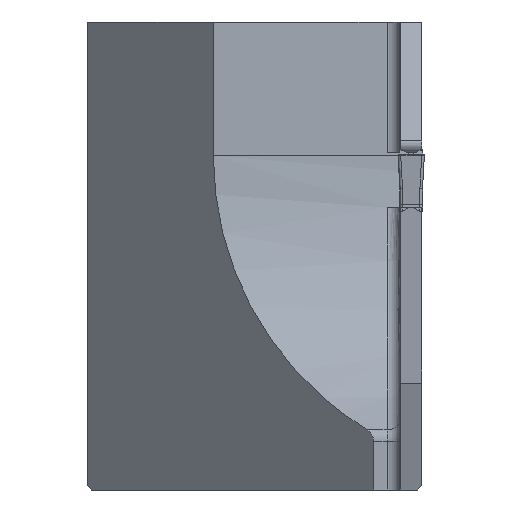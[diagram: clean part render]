
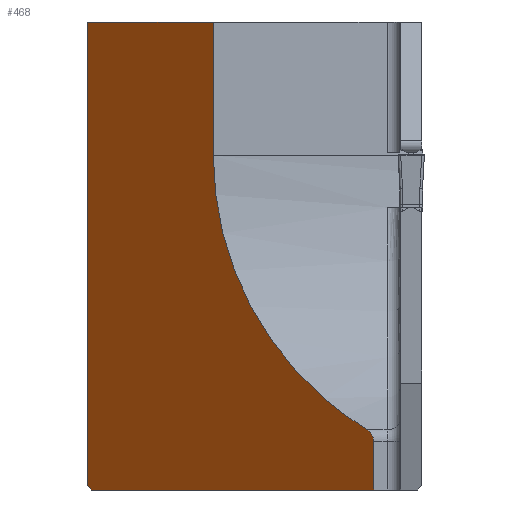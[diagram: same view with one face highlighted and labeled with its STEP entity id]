
A CAD part, left-side view. The second image highlights one B-rep face of the part: STEP entity #468.
In plain terms, the highlighted planar face has unit normal (-0.707, 0.707, 0).
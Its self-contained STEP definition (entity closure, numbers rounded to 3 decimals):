
#406=ELLIPSE('',#2003,1.414,1.);
#409=ELLIPSE('',#2025,33.941,24.);
#468=ADVANCED_FACE('',(#618),#551,.F.);
#551=PLANE('',#2031);
#618=FACE_OUTER_BOUND('',#705,.T.);
#705=EDGE_LOOP('',(#927,#928,#929,#930,#931,#932,#933,#934));
#927=ORIENTED_EDGE('',*,*,#1491,.F.);
#928=ORIENTED_EDGE('',*,*,#1487,.F.);
#929=ORIENTED_EDGE('',*,*,#1434,.F.);
#930=ORIENTED_EDGE('',*,*,#1445,.F.);
#931=ORIENTED_EDGE('',*,*,#1450,.F.);
#932=ORIENTED_EDGE('',*,*,#1461,.F.);
#933=ORIENTED_EDGE('',*,*,#1453,.F.);
#934=ORIENTED_EDGE('',*,*,#1457,.F.);
#1282=VERTEX_POINT('',#2659);
#1283=VERTEX_POINT('',#2661);
#1292=VERTEX_POINT('',#2682);
#1294=VERTEX_POINT('',#2691);
#1297=VERTEX_POINT('',#2698);
#1298=VERTEX_POINT('',#2700);
#1301=VERTEX_POINT('',#2707);
#1312=VERTEX_POINT('',#2764);
#1434=EDGE_CURVE('',#1282,#1283,#1661,.T.);
#1445=EDGE_CURVE('',#1292,#1282,#1670,.T.);
#1450=EDGE_CURVE('',#1294,#1292,#1675,.T.);
#1453=EDGE_CURVE('',#1297,#1298,#1678,.T.);
#1457=EDGE_CURVE('',#1301,#1297,#406,.T.);
#1461=EDGE_CURVE('',#1298,#1294,#1683,.T.);
#1487=EDGE_CURVE('',#1283,#1312,#1707,.T.);
#1491=EDGE_CURVE('',#1312,#1301,#409,.T.);
#1661=LINE('',#2660,#1835);
#1670=LINE('',#2683,#1844);
#1675=LINE('',#2693,#1849);
#1678=LINE('',#2699,#1852);
#1683=LINE('',#2713,#1857);
#1707=LINE('',#2763,#1881);
#1835=VECTOR('',#2175,1.);
#1844=VECTOR('',#2192,1.);
#1849=VECTOR('',#2201,1.);
#1852=VECTOR('',#2206,1.);
#1857=VECTOR('',#2221,1.);
#1881=VECTOR('',#2277,1.);
#2003=AXIS2_PLACEMENT_3D('',#2708,#2212,#2213);
#2025=AXIS2_PLACEMENT_3D('',#2770,#2284,#2285);
#2031=AXIS2_PLACEMENT_3D('',#2776,#2296,#2297);
#2175=DIRECTION('',(-0.707,-0.707,0.));
#2192=DIRECTION('',(0.,0.,1.));
#2201=DIRECTION('',(0.577,0.577,0.577));
#2206=DIRECTION('',(0.,0.,-1.));
#2212=DIRECTION('',(0.707,-0.707,0.));
#2213=DIRECTION('',(-0.707,-0.707,0.));
#2221=DIRECTION('',(0.707,0.707,0.));
#2277=DIRECTION('',(0.,0.,-1.));
#2284=DIRECTION('',(-0.707,0.707,0.));
#2285=DIRECTION('',(-0.707,-0.707,0.));
#2296=DIRECTION('',(0.707,-0.707,0.));
#2297=DIRECTION('',(0.707,0.707,0.));
#2659=CARTESIAN_POINT('',(33.4,0.,10.));
#2660=CARTESIAN_POINT('',(12.,-21.4,10.));
#2661=CARTESIAN_POINT('',(24.,-9.4,10.));
#2682=CARTESIAN_POINT('',(33.4,0.,-24.7));
#2683=CARTESIAN_POINT('',(33.4,0.,-25.));
#2691=CARTESIAN_POINT('',(33.1,-0.3,-25.));
#2693=CARTESIAN_POINT('',(19.033,-14.367,-39.067));
#2698=CARTESIAN_POINT('',(12.,-21.4,-21.354));
#2699=CARTESIAN_POINT('',(12.,-21.4,-25.));
#2700=CARTESIAN_POINT('',(12.,-21.4,-25.));
#2707=CARTESIAN_POINT('',(12.48,-20.92,-20.5));
#2708=CARTESIAN_POINT('',(13.,-20.4,-21.354));
#2713=CARTESIAN_POINT('',(12.,-21.4,-25.));
#2763=CARTESIAN_POINT('',(24.,-9.4,-25.));
#2764=CARTESIAN_POINT('',(24.,-9.4,0.));
#2770=CARTESIAN_POINT('',(0.,-33.4,0.));
#2776=CARTESIAN_POINT('',(12.,-21.4,-25.));
